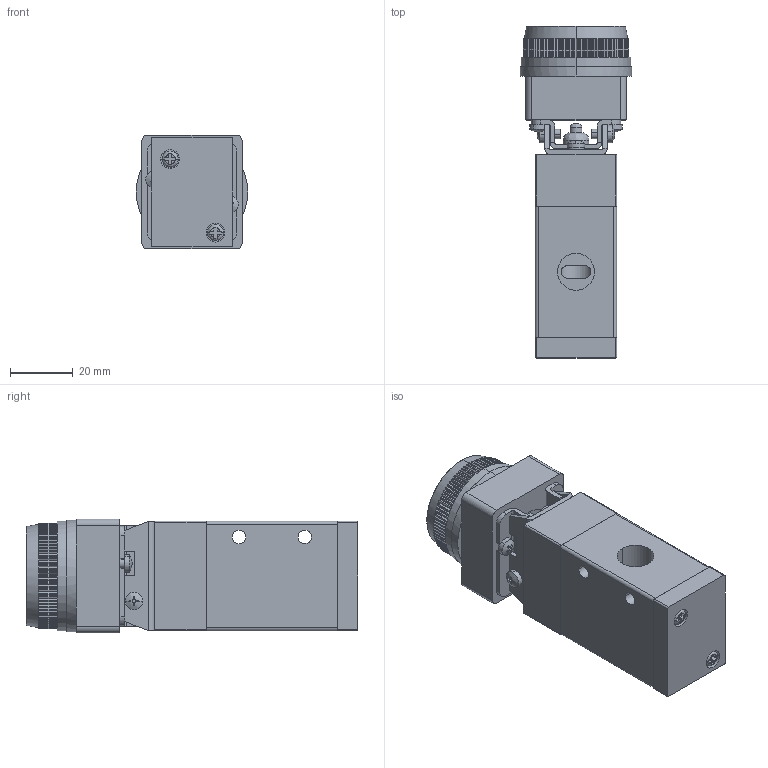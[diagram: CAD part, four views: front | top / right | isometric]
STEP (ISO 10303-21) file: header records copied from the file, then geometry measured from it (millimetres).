
FILE_DESCRIPTION (( 'STEP AP203' ), '1' );
FILE_NAME ('MSV-98322PP.step', '2017-02-23T22:36:28', ( '' ), ( '' ), 'SwSTEP 2.0', 'SolidWorks 2016', '' );
FILE_SCHEMA (( 'CONFIG_CONTROL_DESIGN' ));
Length unit declared in the file: millimetre
Products named in the file (1): MSV-98322PP
Bounding box: 35.6 x 106.1 x 36.4 mm (x, y, z)
Volume: 84927.7 mm3; surface area: 29437.2 mm2
Topology: 14 solids, 14 shells, 859 faces, 2171 edges, 1362 vertices
Faces by surface type: plane 554, cylinder 263, bspline 32, cone 10
Entity records: 26632 total; most frequent: CARTESIAN_POINT 5991, ORIENTED_EDGE 4318, DIRECTION 4281, EDGE_CURVE 2159, AXIS2_PLACEMENT_3D 1496, VERTEX_POINT 1362, VECTOR 1289, LINE 1289
